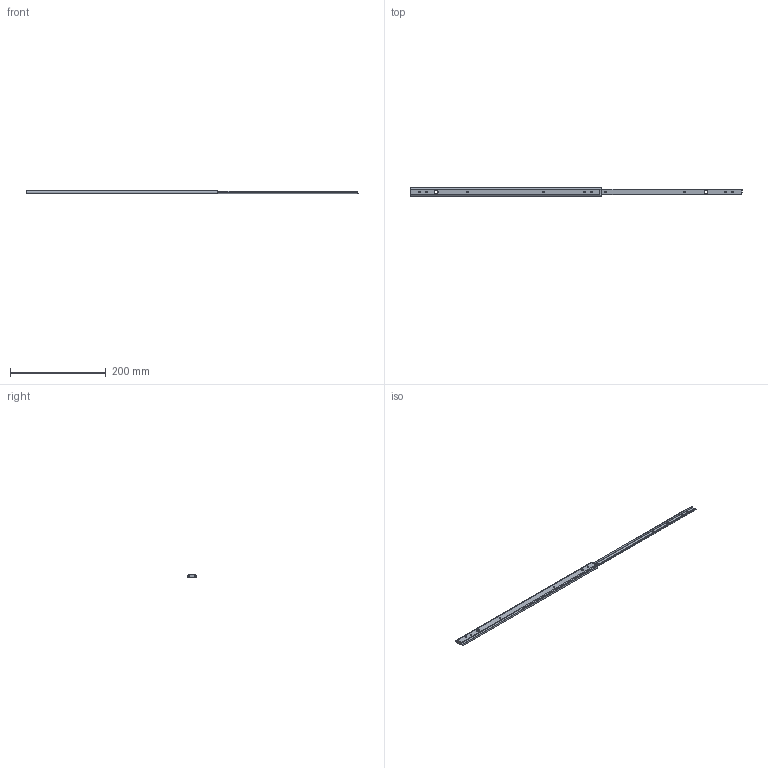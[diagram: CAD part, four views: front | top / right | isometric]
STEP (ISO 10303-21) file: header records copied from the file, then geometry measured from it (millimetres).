
FILE_DESCRIPTION (( 'STEP AP203' ), '1' );
FILE_NAME ('2021-400.STEP', '2021-01-19T07:03:23', ( '' ), ( '' ), 'SwSTEP 2.0', 'SolidWorks 2019', '' );
FILE_SCHEMA (( 'CONFIG_CONTROL_DESIGN' ));
Length unit declared in the file: millimetre
Products named in the file (3): IM-2021-400; OM-2021-400; 2021-400
Assembly tree (2 placements, depth 2):
  2021-400
    OM-2021-400
    IM-2021-400
Bounding box: 694.3 x 20 x 8 mm (x, y, z)
Volume: 24726.7 mm3; surface area: 39998.8 mm2
Topology: 2 solids, 2 shells, 120 faces, 348 edges, 230 vertices
Faces by surface type: cylinder 61, plane 59
Entity records: 4531 total; most frequent: CARTESIAN_POINT 963, ORIENTED_EDGE 696, DIRECTION 676, EDGE_CURVE 348, AXIS2_PLACEMENT_3D 231, VERTEX_POINT 230, LINE 214, VECTOR 214
